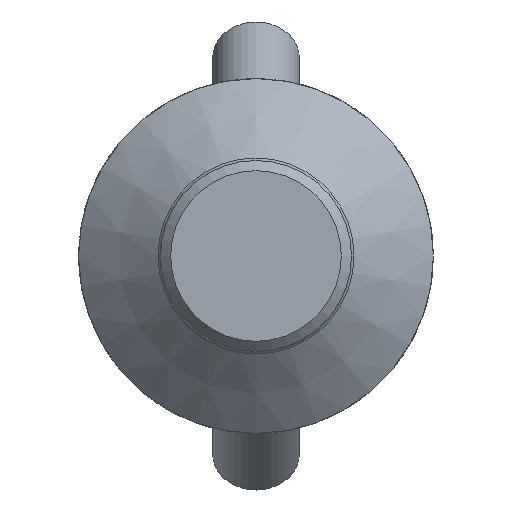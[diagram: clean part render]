
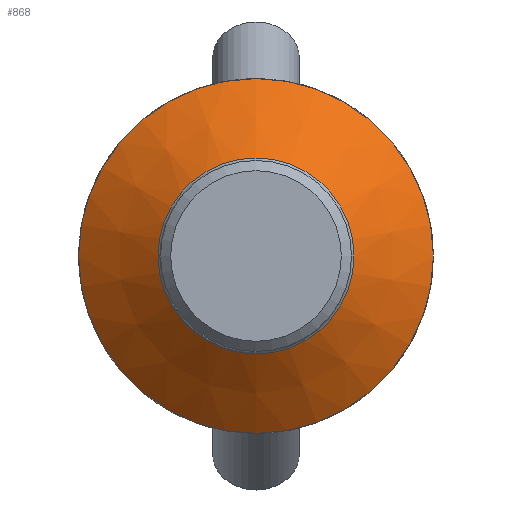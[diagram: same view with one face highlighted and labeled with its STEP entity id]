
A CAD part, front view. The second image highlights one B-rep face of the part: STEP entity #868.
In plain terms, the highlighted conical face has half-angle 50.194 degrees and reference radius 20.18 mm.
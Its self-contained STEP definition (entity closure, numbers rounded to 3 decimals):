
#21=CONICAL_SURFACE('',#985,20.18,0.876);
#138=FACE_OUTER_BOUND('',#194,.T.);
#194=EDGE_LOOP('',(#712,#713,#714,#715,#716,#717,#718));
#252=LINE('',#1567,#294);
#294=VECTOR('',#1207,20.18);
#341=CIRCLE('',#979,26.);
#342=CIRCLE('',#980,26.);
#343=CIRCLE('',#981,26.);
#346=CIRCLE('',#986,14.36);
#347=CIRCLE('',#987,14.36);
#426=VERTEX_POINT('',#1553);
#427=VERTEX_POINT('',#1555);
#428=VERTEX_POINT('',#1557);
#431=VERTEX_POINT('',#1566);
#432=VERTEX_POINT('',#1568);
#527=EDGE_CURVE('',#426,#427,#341,.T.);
#528=EDGE_CURVE('',#427,#428,#342,.T.);
#529=EDGE_CURVE('',#428,#426,#343,.T.);
#532=EDGE_CURVE('',#428,#431,#252,.T.);
#533=EDGE_CURVE('',#432,#431,#346,.T.);
#534=EDGE_CURVE('',#431,#432,#347,.T.);
#712=ORIENTED_EDGE('',*,*,#528,.F.);
#713=ORIENTED_EDGE('',*,*,#527,.F.);
#714=ORIENTED_EDGE('',*,*,#529,.F.);
#715=ORIENTED_EDGE('',*,*,#532,.T.);
#716=ORIENTED_EDGE('',*,*,#533,.F.);
#717=ORIENTED_EDGE('',*,*,#534,.F.);
#718=ORIENTED_EDGE('',*,*,#532,.F.);
#868=ADVANCED_FACE('',(#138),#21,.T.);
#979=AXIS2_PLACEMENT_3D('',#1556,#1193,#1194);
#980=AXIS2_PLACEMENT_3D('',#1558,#1195,#1196);
#981=AXIS2_PLACEMENT_3D('',#1559,#1197,#1198);
#985=AXIS2_PLACEMENT_3D('',#1565,#1205,#1206);
#986=AXIS2_PLACEMENT_3D('',#1569,#1208,#1209);
#987=AXIS2_PLACEMENT_3D('',#1570,#1210,#1211);
#1193=DIRECTION('center_axis',(0.,1.,0.));
#1194=DIRECTION('ref_axis',(-1.,0.,0.));
#1195=DIRECTION('center_axis',(0.,1.,0.));
#1196=DIRECTION('ref_axis',(-1.,0.,0.));
#1197=DIRECTION('center_axis',(0.,1.,0.));
#1198=DIRECTION('ref_axis',(-1.,0.,0.));
#1205=DIRECTION('center_axis',(0.,1.,0.));
#1206=DIRECTION('ref_axis',(0.,0.,-1.));
#1207=DIRECTION('',(0.,-0.64,-0.768));
#1208=DIRECTION('center_axis',(0.,-1.,0.));
#1209=DIRECTION('ref_axis',(0.,0.,-1.));
#1210=DIRECTION('center_axis',(0.,-1.,0.));
#1211=DIRECTION('ref_axis',(0.,0.,-1.));
#1553=CARTESIAN_POINT('',(26.,22.,0.));
#1555=CARTESIAN_POINT('',(0.,22.,-26.));
#1556=CARTESIAN_POINT('Origin',(0.,22.,0.));
#1557=CARTESIAN_POINT('',(0.,22.,26.));
#1558=CARTESIAN_POINT('Origin',(0.,22.,0.));
#1559=CARTESIAN_POINT('Origin',(0.,22.,0.));
#1565=CARTESIAN_POINT('Origin',(0.,17.15,0.));
#1566=CARTESIAN_POINT('',(0.,12.3,14.36));
#1567=CARTESIAN_POINT('',(0.,17.15,20.18));
#1568=CARTESIAN_POINT('',(0.,12.3,-14.36));
#1569=CARTESIAN_POINT('Origin',(0.,12.3,0.));
#1570=CARTESIAN_POINT('Origin',(0.,12.3,0.));
